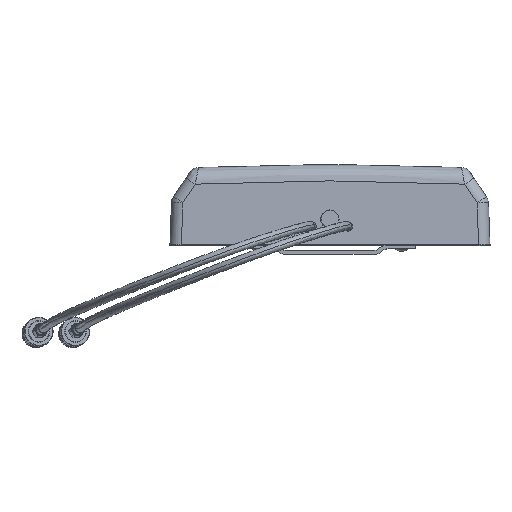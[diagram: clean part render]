
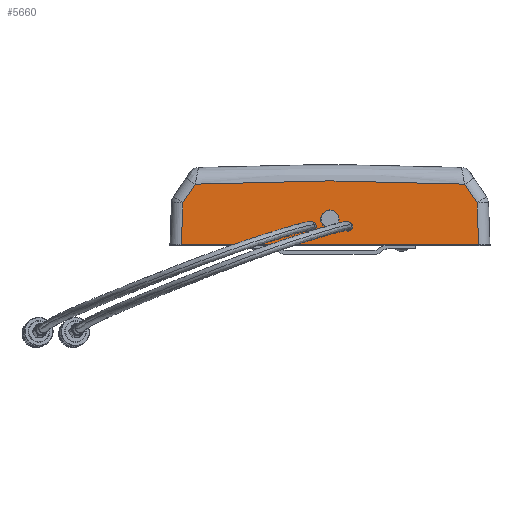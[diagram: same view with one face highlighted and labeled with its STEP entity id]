
A CAD part, top view. The second image highlights one B-rep face of the part: STEP entity #5660.
In plain terms, the highlighted planar face has unit normal (0, 0.035, 0.999).
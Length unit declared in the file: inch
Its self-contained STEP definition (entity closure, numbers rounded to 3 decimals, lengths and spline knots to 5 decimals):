
#4044 = VERTEX_POINT ( 'NONE', #13900 ) ;
#4157 = VERTEX_POINT ( 'NONE', #14290 ) ;
#4308 = EDGE_CURVE ( 'NONE', #4157, #4044, #6892, .T. ) ;
#4373 = VERTEX_POINT ( 'NONE', #6943 ) ;
#4381 = EDGE_CURVE ( 'NONE', #4397, #4373, #7026, .T. ) ;
#4397 = VERTEX_POINT ( 'NONE', #7168 ) ;
#4425 = VERTEX_POINT ( 'NONE', #7233 ) ;
#4430 = VERTEX_POINT ( 'NONE', #7193 ) ;
#4544 = EDGE_CURVE ( 'NONE', #4425, #4430, #7828, .T. ) ;
#5132 = EDGE_LOOP ( 'NONE', ( #5595, #5642, #5664, #5641, #5633, #5671 ) ) ;
#5138 = ORIENTED_EDGE ( 'NONE', *, *, #4544, .F. ) ;
#5590 = EDGE_CURVE ( 'NONE', #5592, #5676, #10422, .T. ) ;
#5592 = VERTEX_POINT ( 'NONE', #10417 ) ;
#5593 = VERTEX_POINT ( 'NONE', #10428 ) ;
#5595 = ORIENTED_EDGE ( 'NONE', *, *, #5590, .T. ) ;
#5599 = VERTEX_POINT ( 'NONE', #10533 ) ;
#5611 = VERTEX_POINT ( 'NONE', #10537 ) ;
#5612 = EDGE_CURVE ( 'NONE', #4430, #4425, #10515, .T. ) ;
#5632 = EDGE_CURVE ( 'NONE', #5676, #5611, #10547, .T. ) ;
#5633 = ORIENTED_EDGE ( 'NONE', *, *, #5635, .T. ) ;
#5635 = EDGE_CURVE ( 'NONE', #5659, #5599, #10564, .T. ) ;
#5641 = ORIENTED_EDGE ( 'NONE', *, *, #5647, .T. ) ;
#5642 = ORIENTED_EDGE ( 'NONE', *, *, #5632, .T. ) ;
#5647 = EDGE_CURVE ( 'NONE', #5593, #5659, #10716, .T. ) ;
#5648 = EDGE_LOOP ( 'NONE', ( #5679, #5687 ) ) ;
#5655 = EDGE_LOOP ( 'NONE', ( #5709, #5682 ) ) ;
#5657 = ORIENTED_EDGE ( 'NONE', *, *, #5612, .F. ) ;
#5659 = VERTEX_POINT ( 'NONE', #10691 ) ;
#5660 = ADVANCED_FACE ( 'NONE', ( #10784, #10690, #10682, #10659 ), #10685, .F. ) ;
#5664 = ORIENTED_EDGE ( 'NONE', *, *, #5667, .T. ) ;
#5667 = EDGE_CURVE ( 'NONE', #5611, #5593, #10769, .T. ) ;
#5669 = EDGE_CURVE ( 'NONE', #4373, #4397, #10746, .T. ) ;
#5670 = EDGE_CURVE ( 'NONE', #5599, #5592, #10739, .T. ) ;
#5671 = ORIENTED_EDGE ( 'NONE', *, *, #5670, .T. ) ;
#5676 = VERTEX_POINT ( 'NONE', #10838 ) ;
#5679 = ORIENTED_EDGE ( 'NONE', *, *, #5681, .F. ) ;
#5681 = EDGE_CURVE ( 'NONE', #4044, #4157, #10831, .T. ) ;
#5682 = ORIENTED_EDGE ( 'NONE', *, *, #4381, .F. ) ;
#5687 = ORIENTED_EDGE ( 'NONE', *, *, #4308, .F. ) ;
#5689 = EDGE_LOOP ( 'NONE', ( #5657, #5138 ) ) ;
#5709 = ORIENTED_EDGE ( 'NONE', *, *, #5669, .F. ) ;
#6880 = DIRECTION ( 'NONE',  ( 0., -0.999, 0.035 ) ) ;
#6881 = AXIS2_PLACEMENT_3D ( 'NONE', #6899, #6895, #6880 ) ;
#6892 = CIRCLE ( 'NONE', #6881, 0.096 ) ;
#6895 = DIRECTION ( 'NONE',  ( 0., 0.035, 0.999 ) ) ;
#6899 = CARTESIAN_POINT ( 'NONE',  ( -0.4, 0.39976, 4.07979 ) ) ;
#6943 = CARTESIAN_POINT ( 'NONE',  ( 0.4, 0.30381, 4.08314 ) ) ;
#7026 = CIRCLE ( 'NONE', #7122, 0.096 ) ;
#7041 = CARTESIAN_POINT ( 'NONE',  ( 0.4, 0.39976, 4.07979 ) ) ;
#7101 = DIRECTION ( 'NONE',  ( 0., 0.035, 0.999 ) ) ;
#7121 = DIRECTION ( 'NONE',  ( 0., -0.999, 0.035 ) ) ;
#7122 = AXIS2_PLACEMENT_3D ( 'NONE', #7041, #7101, #7121 ) ;
#7168 = CARTESIAN_POINT ( 'NONE',  ( 0.4, 0.4957, 4.07644 ) ) ;
#7193 = CARTESIAN_POINT ( 'NONE',  ( 0., 0.74954, 4.06758 ) ) ;
#7233 = CARTESIAN_POINT ( 'NONE',  ( 0., 0.34979, 4.08154 ) ) ;
#7828 = CIRCLE ( 'NONE', #7843, 0.2 ) ;
#7843 = AXIS2_PLACEMENT_3D ( 'NONE', #7891, #7878, #7877 ) ;
#7877 = DIRECTION ( 'NONE',  ( 0., 0.999, -0.035 ) ) ;
#7878 = DIRECTION ( 'NONE',  ( 0., 0.035, 0.999 ) ) ;
#7891 = CARTESIAN_POINT ( 'NONE',  ( 0., 0.54966, 4.07456 ) ) ;
#10416 = CARTESIAN_POINT ( 'NONE',  ( 0., 0.54966, 4.07456 ) ) ;
#10417 = CARTESIAN_POINT ( 'NONE',  ( 3.21808, 0.91841, 4.06168 ) ) ;
#10418 = DIRECTION ( 'NONE',  ( -0.554, 0.832, -0.029 ) ) ;
#10419 = VECTOR ( 'NONE', #10418, 39.37008 ) ;
#10420 = CARTESIAN_POINT ( 'NONE',  ( 1.54794, 3.42362, 3.97419 ) ) ;
#10422 = LINE ( 'NONE', #10420, #10419 ) ;
#10428 = CARTESIAN_POINT ( 'NONE',  ( -3.21808, 0.91841, 4.06168 ) ) ;
#10503 = DIRECTION ( 'NONE',  ( 0., 0.999, -0.035 ) ) ;
#10505 = DIRECTION ( 'NONE',  ( 0., 0.035, 0.999 ) ) ;
#10515 = CIRCLE ( 'NONE', #10525, 0.2 ) ;
#10525 = AXIS2_PLACEMENT_3D ( 'NONE', #10416, #10505, #10503 ) ;
#10533 = CARTESIAN_POINT ( 'NONE',  ( 3.25015, 0., 4.09375 ) ) ;
#10537 = CARTESIAN_POINT ( 'NONE',  ( -2.94515, 1.32781, 4.04738 ) ) ;
#10545 = CARTESIAN_POINT ( 'NONE',  ( -3.5, 0., 4.09375 ) ) ;
#10547 =( BOUNDED_CURVE ( )  B_SPLINE_CURVE ( 3, ( #10648, #10647, #10646, #10644 ),
 .UNSPECIFIED., .F., .T. ) 
 B_SPLINE_CURVE_WITH_KNOTS ( ( 4, 4 ),
 ( 3.09344, 3.18975 ),
 .UNSPECIFIED. ) 
 CURVE ( )  GEOMETRIC_REPRESENTATION_ITEM ( )  RATIONAL_B_SPLINE_CURVE ( ( 1., 0.999, 0.999, 1. ) ) 
 REPRESENTATION_ITEM ( '' )  );
#10564 = LINE ( 'NONE', #10545, #10638 ) ;
#10637 = DIRECTION ( 'NONE',  ( 1., 0., 0. ) ) ;
#10638 = VECTOR ( 'NONE', #10637, 39.37008 ) ;
#10644 = CARTESIAN_POINT ( 'NONE',  ( -2.94515, 1.32781, 4.04738 ) ) ;
#10646 = CARTESIAN_POINT ( 'NONE',  ( -0.98248, 1.4224, 4.04408 ) ) ;
#10647 = CARTESIAN_POINT ( 'NONE',  ( 0.98248, 1.4224, 4.04408 ) ) ;
#10648 = CARTESIAN_POINT ( 'NONE',  ( 2.94515, 1.32781, 4.04738 ) ) ;
#10659 = FACE_BOUND ( 'NONE', #5689, .T. ) ;
#10682 = FACE_BOUND ( 'NONE', #5648, .T. ) ;
#10685 = PLANE ( 'NONE',  #10782 ) ;
#10690 = FACE_BOUND ( 'NONE', #5655, .T. ) ;
#10691 = CARTESIAN_POINT ( 'NONE',  ( -3.25015, 0., 4.09375 ) ) ;
#10712 = DIRECTION ( 'NONE',  ( -0.035, -0.999, 0.035 ) ) ;
#10714 = VECTOR ( 'NONE', #10712, 39.37008 ) ;
#10715 = CARTESIAN_POINT ( 'NONE',  ( -3.25057, -0.01197, 4.09417 ) ) ;
#10716 = LINE ( 'NONE', #10715, #10714 ) ;
#10728 = DIRECTION ( 'NONE',  ( -0.035, 0.999, -0.035 ) ) ;
#10730 = VECTOR ( 'NONE', #10728, 39.37008 ) ;
#10731 = CARTESIAN_POINT ( 'NONE',  ( 3.24183, 0.23841, 4.08542 ) ) ;
#10734 = DIRECTION ( 'NONE',  ( 0., -0.999, 0.035 ) ) ;
#10736 = DIRECTION ( 'NONE',  ( 0., 0.035, 0.999 ) ) ;
#10737 = AXIS2_PLACEMENT_3D ( 'NONE', #10761, #10736, #10734 ) ;
#10739 = LINE ( 'NONE', #10731, #10730 ) ;
#10746 = CIRCLE ( 'NONE', #10737, 0.096 ) ;
#10751 = DIRECTION ( 'NONE',  ( -0.554, -0.832, 0.029 ) ) ;
#10752 = VECTOR ( 'NONE', #10751, 39.37008 ) ;
#10761 = CARTESIAN_POINT ( 'NONE',  ( 0.4, 0.39976, 4.07979 ) ) ;
#10768 = CARTESIAN_POINT ( 'NONE',  ( -3.75761, 0.10911, 4.08994 ) ) ;
#10769 = LINE ( 'NONE', #10768, #10752 ) ;
#10773 = DIRECTION ( 'NONE',  ( 0., 0.999, -0.035 ) ) ;
#10775 = DIRECTION ( 'NONE',  ( 0., -0.035, -0.999 ) ) ;
#10777 = CARTESIAN_POINT ( 'NONE',  ( -3.59375, 0., 4.09375 ) ) ;
#10782 = AXIS2_PLACEMENT_3D ( 'NONE', #10777, #10775, #10773 ) ;
#10784 = FACE_OUTER_BOUND ( 'NONE', #5132, .T. ) ;
#10814 = DIRECTION ( 'NONE',  ( 0., -0.999, 0.035 ) ) ;
#10816 = DIRECTION ( 'NONE',  ( 0., 0.035, 0.999 ) ) ;
#10818 = AXIS2_PLACEMENT_3D ( 'NONE', #10837, #10816, #10814 ) ;
#10831 = CIRCLE ( 'NONE', #10818, 0.096 ) ;
#10837 = CARTESIAN_POINT ( 'NONE',  ( -0.4, 0.39976, 4.07979 ) ) ;
#10838 = CARTESIAN_POINT ( 'NONE',  ( 2.94515, 1.32781, 4.04738 ) ) ;
#13900 = CARTESIAN_POINT ( 'NONE',  ( -0.4, 0.30381, 4.08314 ) ) ;
#14290 = CARTESIAN_POINT ( 'NONE',  ( -0.4, 0.4957, 4.07644 ) ) ;
